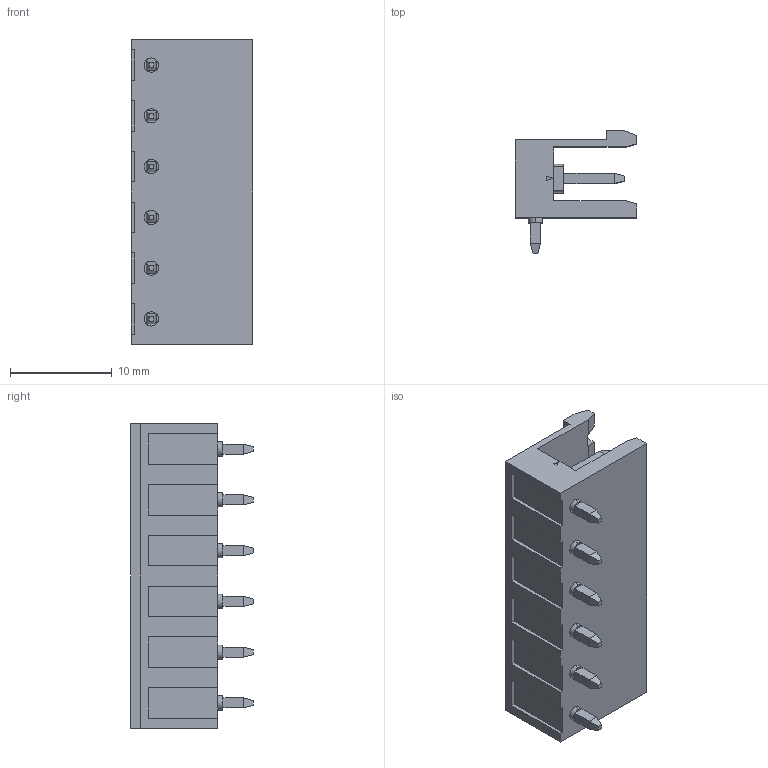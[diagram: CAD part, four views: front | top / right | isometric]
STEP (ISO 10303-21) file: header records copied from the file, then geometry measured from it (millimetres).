
FILE_DESCRIPTION (( 'STEP AP214' ), '1' );
FILE_NAME ('P6.STEP', '2016-02-14T11:54:37', ( '' ), ( '' ), 'SwSTEP 2.0', 'SolidWorks 2015', '' );
FILE_SCHEMA (( 'AUTOMOTIVE_DESIGN' ));
Length unit declared in the file: millimetre
Products named in the file (1): P6
Bounding box: 12 x 12.1 x 30 mm (x, y, z)
Volume: 1442.5 mm3; surface area: 2107.9 mm2
Topology: 1 solids, 1 shells, 305 faces, 715 edges, 440 vertices
Faces by surface type: plane 270, cylinder 29, cone 6
Entity records: 11862 total; most frequent: CARTESIAN_POINT 1496, ORIENTED_EDGE 1428, DIRECTION 1402, EDGE_CURVE 714, LINE 614, VECTOR 614, VERTEX_POINT 440, AXIS2_PLACEMENT_3D 394
